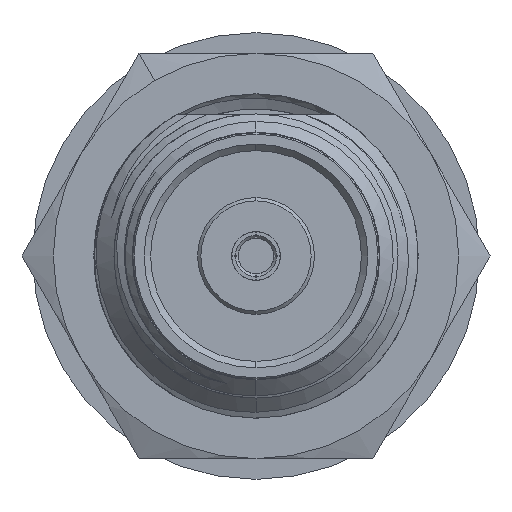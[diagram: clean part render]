
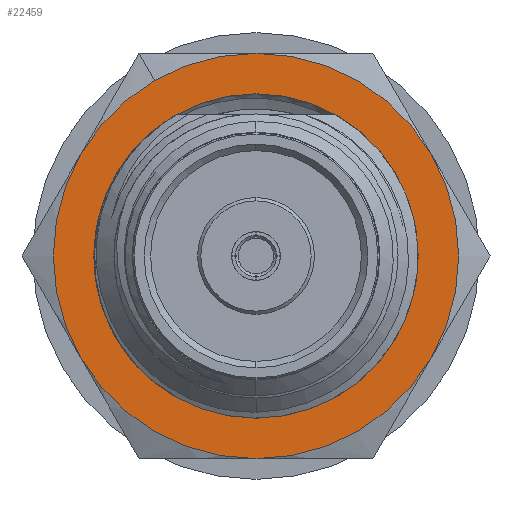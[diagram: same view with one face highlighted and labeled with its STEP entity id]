
A CAD part, left-side view. The second image highlights one B-rep face of the part: STEP entity #22459.
In plain terms, the highlighted planar face has unit normal (-1, 0, 0).
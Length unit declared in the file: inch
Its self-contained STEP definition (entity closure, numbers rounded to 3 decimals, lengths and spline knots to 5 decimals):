
#496 = DIRECTION ( 'NONE',  ( 0., 0.5, 0.866 ) ) ;
#1598 = VERTEX_POINT ( 'NONE', #19411 ) ;
#1605 = CIRCLE ( 'NONE', #21549, 0.25015 ) ;
#1919 = DIRECTION ( 'NONE',  ( 0., 0.5, 0.866 ) ) ;
#2007 = EDGE_CURVE ( 'NONE', #3441, #12013, #18287, .T. ) ;
#2095 = DIRECTION ( 'NONE',  ( 1., 0., 0. ) ) ;
#2173 = CARTESIAN_POINT ( 'NONE',  ( 0.49378, 0., 0. ) ) ;
#2379 = DIRECTION ( 'NONE',  ( -1., 0., 0. ) ) ;
#2573 = CARTESIAN_POINT ( 'NONE',  ( 0.49378, -0.27063, 0.15625 ) ) ;
#2623 = EDGE_CURVE ( 'NONE', #23152, #6836, #5923, .T. ) ;
#2831 = CARTESIAN_POINT ( 'NONE',  ( 0.49378, 0., 0.3125 ) ) ;
#2969 = CARTESIAN_POINT ( 'NONE',  ( 0.49378, 0.15625, 0.27063 ) ) ;
#3169 = VERTEX_POINT ( 'NONE', #15236 ) ;
#3374 = ORIENTED_EDGE ( 'NONE', *, *, #24715, .T. ) ;
#3441 = VERTEX_POINT ( 'NONE', #9585 ) ;
#3522 = CARTESIAN_POINT ( 'NONE',  ( 0.49378, -0.27063, -0.15625 ) ) ;
#3547 = ORIENTED_EDGE ( 'NONE', *, *, #16660, .T. ) ;
#3631 = DIRECTION ( 'NONE',  ( 0., 0.5, 0.866 ) ) ;
#3970 = DIRECTION ( 'NONE',  ( 0., 0.5, 0.866 ) ) ;
#4374 = DIRECTION ( 'NONE',  ( 0., 0.5, 0.866 ) ) ;
#5427 = AXIS2_PLACEMENT_3D ( 'NONE', #2173, #15591, #496 ) ;
#5567 = ORIENTED_EDGE ( 'NONE', *, *, #2623, .F. ) ;
#5678 = EDGE_LOOP ( 'NONE', ( #3547, #18456, #13849, #23611, #3374, #9159, #5567 ) ) ;
#5712 = EDGE_LOOP ( 'NONE', ( #16605, #9177 ) ) ;
#5745 = DIRECTION ( 'NONE',  ( 1., 0., 0. ) ) ;
#5923 = CIRCLE ( 'NONE', #17685, 0.3125 ) ;
#6693 = DIRECTION ( 'NONE',  ( 0., 0.5, 0.866 ) ) ;
#6836 = VERTEX_POINT ( 'NONE', #2573 ) ;
#6865 = CARTESIAN_POINT ( 'NONE',  ( 0.49378, 0., 0. ) ) ;
#7470 = EDGE_CURVE ( 'NONE', #17004, #6836, #7756, .T. ) ;
#7756 = CIRCLE ( 'NONE', #5427, 0.3125 ) ;
#7942 = CIRCLE ( 'NONE', #9139, 0.3125 ) ;
#9139 = AXIS2_PLACEMENT_3D ( 'NONE', #21076, #13372, #1919 ) ;
#9159 = ORIENTED_EDGE ( 'NONE', *, *, #7470, .T. ) ;
#9177 = ORIENTED_EDGE ( 'NONE', *, *, #21934, .T. ) ;
#9402 = CARTESIAN_POINT ( 'NONE',  ( 0.49378, 0., 0. ) ) ;
#9468 = CIRCLE ( 'NONE', #24049, 0.3125 ) ;
#9497 = CARTESIAN_POINT ( 'NONE',  ( 0.49378, 0., 0. ) ) ;
#9585 = CARTESIAN_POINT ( 'NONE',  ( 0.49378, 0.27063, 0.15625 ) ) ;
#9628 = DIRECTION ( 'NONE',  ( 0., 0.5, 0.866 ) ) ;
#10021 = CARTESIAN_POINT ( 'NONE',  ( 0.49378, 0., 0. ) ) ;
#10404 = AXIS2_PLACEMENT_3D ( 'NONE', #13551, #2095, #17465 ) ;
#11155 = CARTESIAN_POINT ( 'NONE',  ( 0.49378, 0., 0. ) ) ;
#12013 = VERTEX_POINT ( 'NONE', #14679 ) ;
#12283 = VERTEX_POINT ( 'NONE', #2969 ) ;
#12813 = DIRECTION ( 'NONE',  ( 0., 0.5, 0.866 ) ) ;
#13017 = DIRECTION ( 'NONE',  ( -1., 0., 0. ) ) ;
#13278 = CIRCLE ( 'NONE', #19564, 0.3125 ) ;
#13372 = DIRECTION ( 'NONE',  ( -1., 0., 0. ) ) ;
#13437 = AXIS2_PLACEMENT_3D ( 'NONE', #10021, #2379, #4374 ) ;
#13551 = CARTESIAN_POINT ( 'NONE',  ( 0.49378, 0., 0. ) ) ;
#13849 = ORIENTED_EDGE ( 'NONE', *, *, #2007, .T. ) ;
#14075 = CARTESIAN_POINT ( 'NONE',  ( 0.49378, 0., -0.3125 ) ) ;
#14679 = CARTESIAN_POINT ( 'NONE',  ( 0.49378, 0.27063, -0.15625 ) ) ;
#14919 = AXIS2_PLACEMENT_3D ( 'NONE', #9497, #5745, #3970 ) ;
#15236 = CARTESIAN_POINT ( 'NONE',  ( 0.49378, 0.12507, 0.21663 ) ) ;
#15591 = DIRECTION ( 'NONE',  ( -1., 0., 0. ) ) ;
#15851 = EDGE_CURVE ( 'NONE', #12283, #3441, #9468, .T. ) ;
#16365 = FACE_BOUND ( 'NONE', #5712, .T. ) ;
#16605 = ORIENTED_EDGE ( 'NONE', *, *, #21406, .T. ) ;
#16660 = EDGE_CURVE ( 'NONE', #23152, #12283, #13278, .T. ) ;
#16849 = VERTEX_POINT ( 'NONE', #14075 ) ;
#16876 = DIRECTION ( 'NONE',  ( 1., 0., 0. ) ) ;
#17004 = VERTEX_POINT ( 'NONE', #3522 ) ;
#17312 = DIRECTION ( 'NONE',  ( -1., 0., 0. ) ) ;
#17465 = DIRECTION ( 'NONE',  ( 0., 0.5, 0.866 ) ) ;
#17685 = AXIS2_PLACEMENT_3D ( 'NONE', #6865, #24218, #6693 ) ;
#18212 = FACE_OUTER_BOUND ( 'NONE', #5678, .T. ) ;
#18218 = AXIS2_PLACEMENT_3D ( 'NONE', #24514, #13017, #18546 ) ;
#18287 = CIRCLE ( 'NONE', #13437, 0.3125 ) ;
#18456 = ORIENTED_EDGE ( 'NONE', *, *, #15851, .T. ) ;
#18546 = DIRECTION ( 'NONE',  ( 0., 0.5, 0.866 ) ) ;
#19411 = CARTESIAN_POINT ( 'NONE',  ( 0.49378, -0.12507, -0.21663 ) ) ;
#19446 = CIRCLE ( 'NONE', #18218, 0.3125 ) ;
#19564 = AXIS2_PLACEMENT_3D ( 'NONE', #23462, #17312, #9628 ) ;
#20164 = CIRCLE ( 'NONE', #10404, 0.25015 ) ;
#21065 = PLANE ( 'NONE',  #14919 ) ;
#21076 = CARTESIAN_POINT ( 'NONE',  ( 0.49378, 0., 0. ) ) ;
#21406 = EDGE_CURVE ( 'NONE', #1598, #3169, #1605, .T. ) ;
#21549 = AXIS2_PLACEMENT_3D ( 'NONE', #11155, #16876, #12813 ) ;
#21934 = EDGE_CURVE ( 'NONE', #3169, #1598, #20164, .T. ) ;
#22459 = ADVANCED_FACE ( 'NONE', ( #16365, #18212 ), #21065, .F. ) ;
#22908 = DIRECTION ( 'NONE',  ( -1., 0., 0. ) ) ;
#23152 = VERTEX_POINT ( 'NONE', #2831 ) ;
#23462 = CARTESIAN_POINT ( 'NONE',  ( 0.49378, 0., 0. ) ) ;
#23611 = ORIENTED_EDGE ( 'NONE', *, *, #24560, .T. ) ;
#24049 = AXIS2_PLACEMENT_3D ( 'NONE', #9402, #22908, #3631 ) ;
#24218 = DIRECTION ( 'NONE',  ( 1., 0., 0. ) ) ;
#24514 = CARTESIAN_POINT ( 'NONE',  ( 0.49378, 0., 0. ) ) ;
#24560 = EDGE_CURVE ( 'NONE', #12013, #16849, #19446, .T. ) ;
#24715 = EDGE_CURVE ( 'NONE', #16849, #17004, #7942, .T. ) ;
